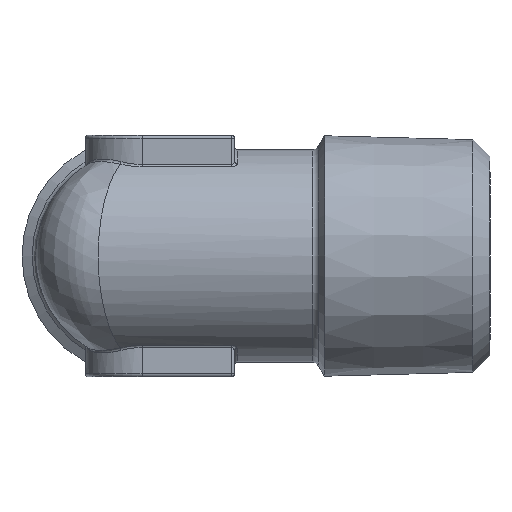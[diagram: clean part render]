
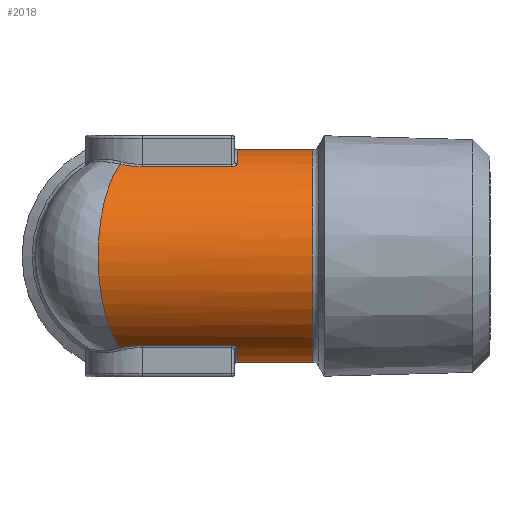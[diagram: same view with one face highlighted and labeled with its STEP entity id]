
A CAD part, left-side view. The second image highlights one B-rep face of the part: STEP entity #2018.
In plain terms, the highlighted cylindrical face has radius 7.5 mm (diameter 15 mm), a partial arc.
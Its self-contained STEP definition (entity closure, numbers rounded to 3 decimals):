
#14 = CARTESIAN_POINT ( 'NONE',  ( -4.091, 0., -6.286 ) ) ;
#179 = DIRECTION ( 'NONE',  ( 0., 0., -1. ) ) ;
#181 = CYLINDRICAL_SURFACE ( 'NONE', #2285, 7.5 ) ;
#183 = CARTESIAN_POINT ( 'NONE',  ( 0., 0., 0. ) ) ;
#187 = FACE_OUTER_BOUND ( 'NONE', #734, .T. ) ;
#202 = DIRECTION ( 'NONE',  ( 0., -1., 0. ) ) ;
#233 = CARTESIAN_POINT ( 'NONE',  ( -3.701, -6.7, 6.523 ) ) ;
#243 = CARTESIAN_POINT ( 'NONE',  ( -4.091, -6.3, 6.286 ) ) ;
#244 = CARTESIAN_POINT ( 'NONE',  ( -3.795, 1.569, 6.469 ) ) ;
#255 = CARTESIAN_POINT ( 'NONE',  ( 0., -12., -7.5 ) ) ;
#260 = CARTESIAN_POINT ( 'NONE',  ( -4.091, 0., 6.286 ) ) ;
#269 = CARTESIAN_POINT ( 'NONE',  ( -3.795, 1.569, -6.469 ) ) ;
#316 = CARTESIAN_POINT ( 'NONE',  ( -3.701, -6.7, -6.523 ) ) ;
#317 = CARTESIAN_POINT ( 'NONE',  ( -4.091, -6.3, -6.286 ) ) ;
#365 = CARTESIAN_POINT ( 'NONE',  ( 0., -6.7, -7.5 ) ) ;
#367 = CARTESIAN_POINT ( 'NONE',  ( 0., -12., 7.5 ) ) ;
#374 = CARTESIAN_POINT ( 'NONE',  ( 0., -6.7, 7.5 ) ) ;
#486 = VERTEX_POINT ( 'NONE', #14 ) ;
#519 = VERTEX_POINT ( 'NONE', #244 ) ;
#547 = ORIENTED_EDGE ( 'NONE', *, *, #2103, .T. ) ;
#548 = ORIENTED_EDGE ( 'NONE', *, *, #2124, .T. ) ;
#634 = VERTEX_POINT ( 'NONE', #374 ) ;
#673 = VERTEX_POINT ( 'NONE', #367 ) ;
#701 = VERTEX_POINT ( 'NONE', #365 ) ;
#734 = EDGE_LOOP ( 'NONE', ( #795, #794, #793, #792, #791, #790, #788, #787, #786, #785, #548, #547 ) ) ;
#785 = ORIENTED_EDGE ( 'NONE', *, *, #2138, .T. ) ;
#786 = ORIENTED_EDGE ( 'NONE', *, *, #2166, .F. ) ;
#787 = ORIENTED_EDGE ( 'NONE', *, *, #2176, .T. ) ;
#788 = ORIENTED_EDGE ( 'NONE', *, *, #2144, .T. ) ;
#790 = ORIENTED_EDGE ( 'NONE', *, *, #2159, .T. ) ;
#791 = ORIENTED_EDGE ( 'NONE', *, *, #2181, .T. ) ;
#792 = ORIENTED_EDGE ( 'NONE', *, *, #2174, .T. ) ;
#793 = ORIENTED_EDGE ( 'NONE', *, *, #2173, .F. ) ;
#794 = ORIENTED_EDGE ( 'NONE', *, *, #2163, .T. ) ;
#795 = ORIENTED_EDGE ( 'NONE', *, *, #2121, .F. ) ;
#912 = VERTEX_POINT ( 'NONE', #317 ) ;
#922 = VERTEX_POINT ( 'NONE', #316 ) ;
#962 = VERTEX_POINT ( 'NONE', #269 ) ;
#974 = VERTEX_POINT ( 'NONE', #260 ) ;
#990 = VERTEX_POINT ( 'NONE', #255 ) ;
#1017 = VERTEX_POINT ( 'NONE', #243 ) ;
#1027 = VERTEX_POINT ( 'NONE', #233 ) ;
#2018 = ADVANCED_FACE ( 'NONE', ( #187 ), #181, .T. ) ;
#2103 = EDGE_CURVE ( 'NONE', #990, #673, #2941, .T. ) ;
#2121 = EDGE_CURVE ( 'NONE', #634, #673, #3195, .T. ) ;
#2124 = EDGE_CURVE ( 'NONE', #701, #990, #4080, .T. ) ;
#2138 = EDGE_CURVE ( 'NONE', #922, #701, #2891, .T. ) ;
#2144 = EDGE_CURVE ( 'NONE', #962, #486, #2270, .T. ) ;
#2159 = EDGE_CURVE ( 'NONE', #519, #962, #2977, .T. ) ;
#2163 = EDGE_CURVE ( 'NONE', #634, #1027, #2935, .T. ) ;
#2166 = EDGE_CURVE ( 'NONE', #922, #912, #2251, .T. ) ;
#2173 = EDGE_CURVE ( 'NONE', #1017, #1027, #2257, .T. ) ;
#2174 = EDGE_CURVE ( 'NONE', #1017, #974, #2430, .T. ) ;
#2176 = EDGE_CURVE ( 'NONE', #486, #912, #2418, .T. ) ;
#2181 = EDGE_CURVE ( 'NONE', #974, #519, #2255, .T. ) ;
#2251 = B_SPLINE_CURVE_WITH_KNOTS ( 'NONE', 3,
 ( #2462, #2463, #2459, #2458, #2457, #2456 ),
 .UNSPECIFIED., .F., .F.,
 ( 4, 2, 4 ),
 ( 0., 0., 0.001 ),
 .UNSPECIFIED. ) ;
#2255 = B_SPLINE_CURVE_WITH_KNOTS ( 'NONE', 3,
 ( #2407, #2406, #2401, #2400, #2399, #2398 ),
 .UNSPECIFIED., .F., .F.,
 ( 4, 2, 4 ),
 ( 0., 0.001, 0.002 ),
 .UNSPECIFIED. ) ;
#2257 = B_SPLINE_CURVE_WITH_KNOTS ( 'NONE', 3,
 ( #2445, #2444, #2428, #2427, #2426, #2425 ),
 .UNSPECIFIED., .F., .F.,
 ( 4, 2, 4 ),
 ( 0., 0., 0.001 ),
 .UNSPECIFIED. ) ;
#2270 = B_SPLINE_CURVE_WITH_KNOTS ( 'NONE', 3,
 ( #2521, #2517, #2583, #2581, #2580, #2579 ),
 .UNSPECIFIED., .F., .F.,
 ( 4, 2, 4 ),
 ( 0., 0.001, 0.002 ),
 .UNSPECIFIED. ) ;
#2285 = AXIS2_PLACEMENT_3D ( 'NONE', #183, #202, #179 ) ;
#2398 = CARTESIAN_POINT ( 'NONE',  ( -3.795, 1.569, 6.469 ) ) ;
#2399 = CARTESIAN_POINT ( 'NONE',  ( -3.892, 1.321, 6.412 ) ) ;
#2400 = CARTESIAN_POINT ( 'NONE',  ( -3.966, 1.063, 6.366 ) ) ;
#2401 = CARTESIAN_POINT ( 'NONE',  ( -4.065, 0.539, 6.303 ) ) ;
#2406 = CARTESIAN_POINT ( 'NONE',  ( -4.091, 0.272, 6.286 ) ) ;
#2407 = CARTESIAN_POINT ( 'NONE',  ( -4.091, 0., 6.286 ) ) ;
#2416 = DIRECTION ( 'NONE',  ( 0., -1., 0. ) ) ;
#2417 = CARTESIAN_POINT ( 'NONE',  ( -4.091, 0., -6.286 ) ) ;
#2418 = LINE ( 'NONE', #2417, #3937 ) ;
#2423 = DIRECTION ( 'NONE',  ( 0., 1., 0. ) ) ;
#2424 = CARTESIAN_POINT ( 'NONE',  ( -4.091, 0., 6.286 ) ) ;
#2425 = CARTESIAN_POINT ( 'NONE',  ( -3.701, -6.7, 6.523 ) ) ;
#2426 = CARTESIAN_POINT ( 'NONE',  ( -3.8, -6.7, 6.467 ) ) ;
#2427 = CARTESIAN_POINT ( 'NONE',  ( -3.894, -6.662, 6.41 ) ) ;
#2428 = CARTESIAN_POINT ( 'NONE',  ( -4.041, -6.521, 6.319 ) ) ;
#2430 = LINE ( 'NONE', #2424, #3962 ) ;
#2444 = CARTESIAN_POINT ( 'NONE',  ( -4.091, -6.414, 6.286 ) ) ;
#2445 = CARTESIAN_POINT ( 'NONE',  ( -4.091, -6.3, 6.286 ) ) ;
#2456 = CARTESIAN_POINT ( 'NONE',  ( -4.091, -6.3, -6.286 ) ) ;
#2457 = CARTESIAN_POINT ( 'NONE',  ( -4.091, -6.413, -6.286 ) ) ;
#2458 = CARTESIAN_POINT ( 'NONE',  ( -4.042, -6.52, -6.318 ) ) ;
#2459 = CARTESIAN_POINT ( 'NONE',  ( -3.895, -6.662, -6.41 ) ) ;
#2462 = CARTESIAN_POINT ( 'NONE',  ( -3.701, -6.7, -6.523 ) ) ;
#2463 = CARTESIAN_POINT ( 'NONE',  ( -3.799, -6.7, -6.467 ) ) ;
#2470 = DIRECTION ( 'NONE',  ( 0., 0., -1. ) ) ;
#2471 = DIRECTION ( 'NONE',  ( 0., -1., 0. ) ) ;
#2472 = CARTESIAN_POINT ( 'NONE',  ( 0., -6.7, 0. ) ) ;
#2490 = CARTESIAN_POINT ( 'NONE',  ( -3.795, 1.569, -6.469 ) ) ;
#2491 = CARTESIAN_POINT ( 'NONE',  ( -9.342, 3.861, -3.215 ) ) ;
#2492 = CARTESIAN_POINT ( 'NONE',  ( -9.342, 3.861, 3.215 ) ) ;
#2504 = CARTESIAN_POINT ( 'NONE',  ( -3.795, 1.569, 6.469 ) ) ;
#2517 = CARTESIAN_POINT ( 'NONE',  ( -3.892, 1.321, -6.412 ) ) ;
#2521 = CARTESIAN_POINT ( 'NONE',  ( -3.795, 1.569, -6.469 ) ) ;
#2553 = DIRECTION ( 'NONE',  ( 0., 0., -1. ) ) ;
#2554 = DIRECTION ( 'NONE',  ( 0., -1., 0. ) ) ;
#2557 = CARTESIAN_POINT ( 'NONE',  ( 0., -6.7, 0. ) ) ;
#2579 = CARTESIAN_POINT ( 'NONE',  ( -4.091, 0., -6.286 ) ) ;
#2580 = CARTESIAN_POINT ( 'NONE',  ( -4.091, 0.272, -6.286 ) ) ;
#2581 = CARTESIAN_POINT ( 'NONE',  ( -4.065, 0.543, -6.303 ) ) ;
#2583 = CARTESIAN_POINT ( 'NONE',  ( -3.965, 1.067, -6.366 ) ) ;
#2859 = VECTOR ( 'NONE', #3853, 1000. ) ;
#2887 = AXIS2_PLACEMENT_3D ( 'NONE', #2557, #2554, #2553 ) ;
#2891 = CIRCLE ( 'NONE', #2887, 7.5 ) ;
#2907 = VECTOR ( 'NONE', #3187, 1000. ) ;
#2923 = AXIS2_PLACEMENT_3D ( 'NONE', #3279, #3278, #3277 ) ;
#2935 = CIRCLE ( 'NONE', #2942, 7.5 ) ;
#2941 = CIRCLE ( 'NONE', #2923, 7.5 ) ;
#2942 = AXIS2_PLACEMENT_3D ( 'NONE', #2472, #2471, #2470 ) ;
#2977 =( BOUNDED_CURVE ( )  B_SPLINE_CURVE ( 3, ( #2504, #2492, #2491, #2490 ),
 .UNSPECIFIED., .F., .T. ) 
 B_SPLINE_CURVE_WITH_KNOTS ( ( 4, 4 ),
 ( 2.101, 4.182 ),
 .UNSPECIFIED. ) 
 CURVE ( )  GEOMETRIC_REPRESENTATION_ITEM ( )  RATIONAL_B_SPLINE_CURVE ( ( 1., 0.671, 0.671, 1. ) ) 
 REPRESENTATION_ITEM ( '' )  );
#3187 = DIRECTION ( 'NONE',  ( 0., -1., 0. ) ) ;
#3195 = LINE ( 'NONE', #3196, #2907 ) ;
#3196 = CARTESIAN_POINT ( 'NONE',  ( 0., 0., 7.5 ) ) ;
#3277 = DIRECTION ( 'NONE',  ( 0., 0., 1. ) ) ;
#3278 = DIRECTION ( 'NONE',  ( 0., 1., 0. ) ) ;
#3279 = CARTESIAN_POINT ( 'NONE',  ( 0., -12., 0. ) ) ;
#3853 = DIRECTION ( 'NONE',  ( 0., -1., 0. ) ) ;
#3937 = VECTOR ( 'NONE', #2416, 1000. ) ;
#3962 = VECTOR ( 'NONE', #2423, 1000. ) ;
#3984 = CARTESIAN_POINT ( 'NONE',  ( 0., 0., -7.5 ) ) ;
#4080 = LINE ( 'NONE', #3984, #2859 ) ;
